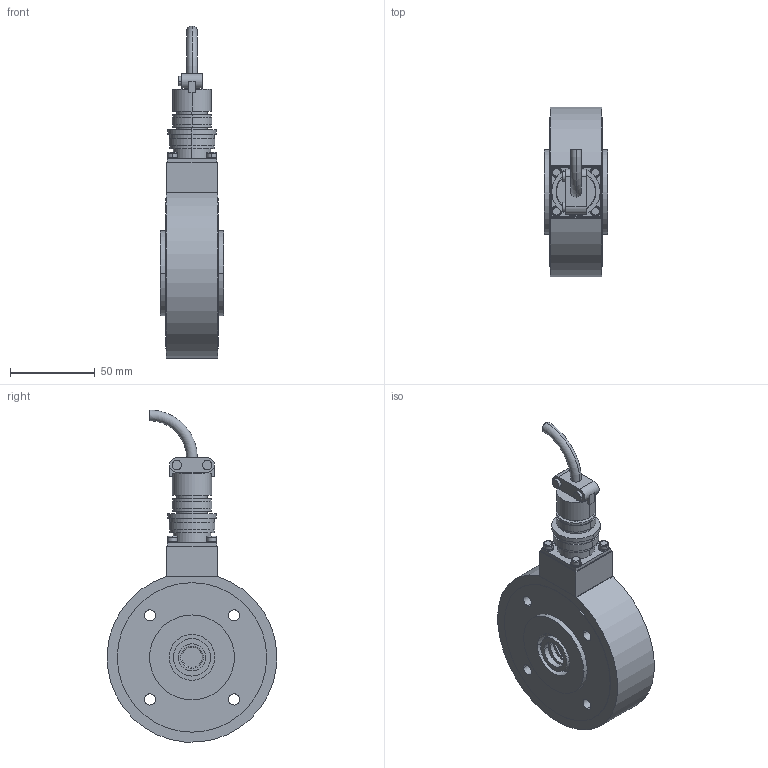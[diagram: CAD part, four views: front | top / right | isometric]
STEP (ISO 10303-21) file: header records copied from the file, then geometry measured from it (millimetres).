
FILE_DESCRIPTION((''),'2;1');
FILE_NAME('L1704207.stp','2017-04-20T17:46:57',(''),(''),'Mechanical Desktop 2009','Mechanical Desktop 2009',', , ');
FILE_SCHEMA(('CONFIG_CONTROL_DESIGN'));
Length unit declared in the file: millimetre
Products named in the file (24): L1704207; L4866604; TEIL1; L48891; ~~TEIL1; L47590; ~TEIL1; L49026; TEIL1AA; I-6KT_SCHRAUBE_M3X25A; I-6KT_SCHRAUBE_M3X25; FEDERRING_M3; FEDERRING_M3A; L4340301; TEIL1A; FLANSCHDOSE_14S-2P_4-POLIGA; FLANSCHDOSE_14S-2P_4-POLIG; V_RING_V16A; V_RING_V16AA; PENDELKUGELLAGER_1201TV; PENDELKUGELLAGER_1201TVA; SICHERUNGSRINGV_J32A; SICHERUNGSRINGV_J32; RM_SDB
Assembly tree (32 placements, depth 3):
  L1704207
    L4866604
      TEIL1
    L48891
      ~~TEIL1
    L47590
      ~TEIL1
    L49026
      TEIL1AA
    I-6KT_SCHRAUBE_M3X25A  x4
      I-6KT_SCHRAUBE_M3X25
    FEDERRING_M3  x4
      FEDERRING_M3A
    L4340301  x2
      TEIL1A
    FLANSCHDOSE_14S-2P_4-POLIGA
      FLANSCHDOSE_14S-2P_4-POLIG
    V_RING_V16A
      V_RING_V16AA
    PENDELKUGELLAGER_1201TV
      PENDELKUGELLAGER_1201TVA
    SICHERUNGSRINGV_J32A
      SICHERUNGSRINGV_J32
    RM_SDB  x3
Bounding box: 37.2 x 99.85 x 195.47 mm (x, y, z)
Volume: 265458.1 mm3; surface area: 94472.9 mm2
Topology: 18 solids, 18 shells, 325 faces, 760 edges, 506 vertices
Faces by surface type: cylinder 199, plane 92, torus 18, cone 14, bspline 2
Entity records: 8501 total; most frequent: CARTESIAN_POINT 1601, DIRECTION 1542, ORIENTED_EDGE 1214, AXIS2_PLACEMENT_3D 660, EDGE_CURVE 607, VERTEX_POINT 405, CIRCLE 373, EDGE_LOOP 364
